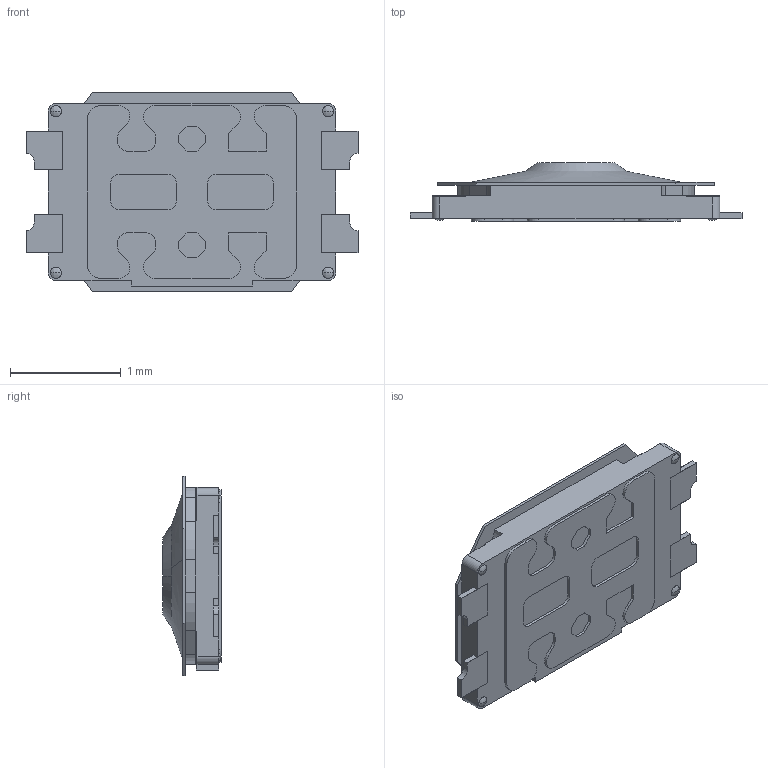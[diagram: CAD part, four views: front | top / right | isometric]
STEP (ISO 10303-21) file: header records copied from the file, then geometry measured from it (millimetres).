
FILE_DESCRIPTION(('FreeCAD Model'),'2;1');
FILE_NAME('PANASONIC_EVPBB2A9B000.step', '2018-06-24T17:05:57',('kicad StepUp'),('ksu MCAD'), 'Open CASCADE STEP processor 6.8','FreeCAD','Unknown');
FILE_SCHEMA(('AUTOMOTIVE_DESIGN { 1 0 10303 214 1 1 1 1 }'));
Length unit declared in the file: millimetre
Products named in the file (5): HTC-EVPBB2A2B000; HTC-EVPBB2A2B002; HTC-EVPBB2A2B004; HTC-EVPBB2A2B003; HTC-EVPBB2A2B001
Bounding box: 3 x 0.53 x 1.8 mm (x, y, z)
Volume: 1.5 mm3; surface area: 15.2 mm2
Topology: 5 solids, 5 shells, 209 faces, 570 edges, 382 vertices
Faces by surface type: plane 145, cylinder 52, bspline 10, cone 2
Entity records: 8579 total; most frequent: CARTESIAN_POINT 1908, ORIENTED_EDGE 1140, DIRECTION 1062, EDGE_CURVE 570, LINE 442, VECTOR 442, VERTEX_POINT 382, AXIS2_PLACEMENT_3D 310
